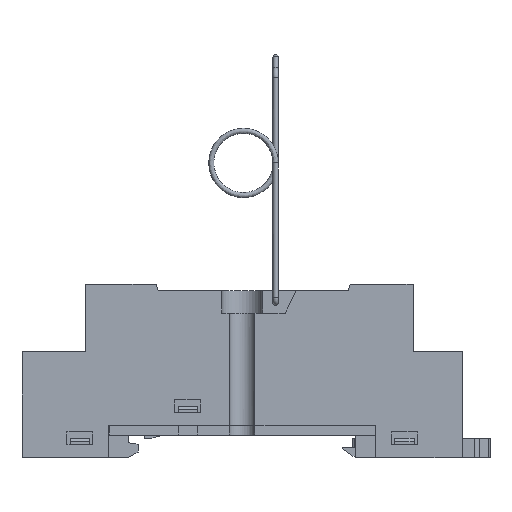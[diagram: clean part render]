
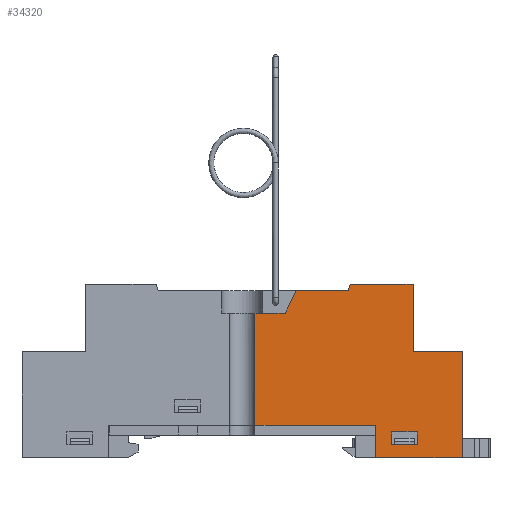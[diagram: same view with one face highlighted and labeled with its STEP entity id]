
A CAD part, front view. The second image highlights one B-rep face of the part: STEP entity #34320.
In plain terms, the highlighted planar face has unit normal (0, -1, 0).
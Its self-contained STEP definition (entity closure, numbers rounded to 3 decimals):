
#245 = DIRECTION ( 'NONE',  ( 1., 0., 0. ) ) ;
#1084 = ORIENTED_EDGE ( 'NONE', *, *, #17673, .F. ) ;
#1387 = EDGE_CURVE ( 'NONE', #23197, #17113, #32824, .T. ) ;
#2260 = EDGE_LOOP ( 'NONE', ( #18229, #1084, #21763, #11787, #9069, #20648, #2841, #35097, #15748, #24632, #30487, #21688, #3663 ) ) ;
#2427 = ORIENTED_EDGE ( 'NONE', *, *, #31059, .T. ) ;
#2841 = ORIENTED_EDGE ( 'NONE', *, *, #40432, .T. ) ;
#3663 = ORIENTED_EDGE ( 'NONE', *, *, #41453, .T. ) ;
#5160 = VECTOR ( 'NONE', #20853, 1000. ) ;
#5179 = LINE ( 'NONE', #29539, #45181 ) ;
#5240 = CARTESIAN_POINT ( 'NONE',  ( 15.4, -15., 26. ) ) ;
#5685 = EDGE_CURVE ( 'NONE', #25147, #16218, #47399, .T. ) ;
#6992 = DIRECTION ( 'NONE',  ( 0., 0., 1. ) ) ;
#7027 = VECTOR ( 'NONE', #35433, 1000. ) ;
#7154 = VERTEX_POINT ( 'NONE', #34386 ) ;
#7348 = CARTESIAN_POINT ( 'NONE',  ( 33.15, -15., 16.5 ) ) ;
#7463 = FACE_OUTER_BOUND ( 'NONE', #2260, .T. ) ;
#7638 = CARTESIAN_POINT ( 'NONE',  ( 7.275, -15., 26. ) ) ;
#8457 = LINE ( 'NONE', #18536, #44114 ) ;
#8684 = EDGE_CURVE ( 'NONE', #50020, #22147, #5179, .T. ) ;
#8821 = EDGE_CURVE ( 'NONE', #51052, #45310, #28288, .T. ) ;
#9069 = ORIENTED_EDGE ( 'NONE', *, *, #19326, .F. ) ;
#9665 = PLANE ( 'NONE',  #15950 ) ;
#9907 = DIRECTION ( 'NONE',  ( 0., 0., -1. ) ) ;
#11300 = VECTOR ( 'NONE', #15305, 1000. ) ;
#11354 = CARTESIAN_POINT ( 'NONE',  ( 26.15, -15., 13.5 ) ) ;
#11787 = ORIENTED_EDGE ( 'NONE', *, *, #13477, .F. ) ;
#11803 = LINE ( 'NONE', #16258, #30534 ) ;
#12133 = EDGE_CURVE ( 'NONE', #38284, #45120, #11803, .T. ) ;
#13477 = EDGE_CURVE ( 'NONE', #7154, #50020, #39905, .T. ) ;
#14872 = DIRECTION ( 'NONE',  ( 0., 0., -1. ) ) ;
#15305 = DIRECTION ( 'NONE',  ( 1., 0., 0. ) ) ;
#15748 = ORIENTED_EDGE ( 'NONE', *, *, #18530, .T. ) ;
#15924 = VERTEX_POINT ( 'NONE', #36732 ) ;
#15950 = AXIS2_PLACEMENT_3D ( 'NONE', #19065, #34782, #14872 ) ;
#16192 = EDGE_LOOP ( 'NONE', ( #50622, #2427, #46598, #31857 ) ) ;
#16218 = VERTEX_POINT ( 'NONE', #31093 ) ;
#16258 = CARTESIAN_POINT ( 'NONE',  ( 19.65, -15., 13.5 ) ) ;
#16287 = VERTEX_POINT ( 'NONE', #7348 ) ;
#16330 = EDGE_CURVE ( 'NONE', #16287, #50598, #19644, .T. ) ;
#17113 = VERTEX_POINT ( 'NONE', #40613 ) ;
#17183 = CARTESIAN_POINT ( 'NONE',  ( 3.825, -15., 22.501 ) ) ;
#17510 = CARTESIAN_POINT ( 'NONE',  ( 26.15, -15., 4. ) ) ;
#17673 = EDGE_CURVE ( 'NONE', #22147, #25147, #37020, .T. ) ;
#18229 = ORIENTED_EDGE ( 'NONE', *, *, #5685, .F. ) ;
#18530 = EDGE_CURVE ( 'NONE', #45120, #48238, #50756, .T. ) ;
#18536 = CARTESIAN_POINT ( 'NONE',  ( 17.012, -15., 27. ) ) ;
#18595 = VECTOR ( 'NONE', #41361, 1000. ) ;
#19065 = CARTESIAN_POINT ( 'NONE',  ( 0.875, -15., 27. ) ) ;
#19326 = EDGE_CURVE ( 'NONE', #23197, #7154, #46942, .T. ) ;
#19355 = CARTESIAN_POINT ( 'NONE',  ( 0.875, -15., 22.5 ) ) ;
#19371 = EDGE_CURVE ( 'NONE', #48238, #16287, #24433, .T. ) ;
#19644 = LINE ( 'NONE', #44017, #30843 ) ;
#20038 = VECTOR ( 'NONE', #43089, 1000. ) ;
#20648 = ORIENTED_EDGE ( 'NONE', *, *, #1387, .T. ) ;
#20853 = DIRECTION ( 'NONE',  ( 1., 0., 0. ) ) ;
#20990 = CARTESIAN_POINT ( 'NONE',  ( 17.012, -15., 0. ) ) ;
#21688 = ORIENTED_EDGE ( 'NONE', *, *, #30743, .T. ) ;
#21763 = ORIENTED_EDGE ( 'NONE', *, *, #8684, .F. ) ;
#22147 = VERTEX_POINT ( 'NONE', #7638 ) ;
#22246 = VECTOR ( 'NONE', #9907, 1000. ) ;
#22316 = CARTESIAN_POINT ( 'NONE',  ( 0.875, -15., 13.5 ) ) ;
#23197 = VERTEX_POINT ( 'NONE', #19355 ) ;
#24050 = CARTESIAN_POINT ( 'NONE',  ( 17.012, -15., 5. ) ) ;
#24433 = LINE ( 'NONE', #27724, #20038 ) ;
#24632 = ORIENTED_EDGE ( 'NONE', *, *, #19371, .T. ) ;
#24647 = LINE ( 'NONE', #30734, #25891 ) ;
#25147 = VERTEX_POINT ( 'NONE', #5240 ) ;
#25479 = VERTEX_POINT ( 'NONE', #51341 ) ;
#25696 = VECTOR ( 'NONE', #35387, 1000. ) ;
#25891 = VECTOR ( 'NONE', #6992, 1000. ) ;
#26901 = VECTOR ( 'NONE', #33466, 1000. ) ;
#27030 = CARTESIAN_POINT ( 'NONE',  ( 33.15, -15., 0. ) ) ;
#27372 = CARTESIAN_POINT ( 'NONE',  ( 17.012, -15., 4. ) ) ;
#27724 = CARTESIAN_POINT ( 'NONE',  ( 33.15, -15., 13.5 ) ) ;
#28288 = LINE ( 'NONE', #11354, #7027 ) ;
#29033 = DIRECTION ( 'NONE',  ( 1., 0., 0. ) ) ;
#29113 = CARTESIAN_POINT ( 'NONE',  ( 25.5, -15., 16.5 ) ) ;
#29320 = VECTOR ( 'NONE', #40559, 1000. ) ;
#29349 = CARTESIAN_POINT ( 'NONE',  ( 5.575, -15., 22.501 ) ) ;
#29539 = CARTESIAN_POINT ( 'NONE',  ( 6.425, -15., 24.25 ) ) ;
#30487 = ORIENTED_EDGE ( 'NONE', *, *, #16330, .T. ) ;
#30534 = VECTOR ( 'NONE', #42039, 1000. ) ;
#30734 = CARTESIAN_POINT ( 'NONE',  ( 25.5, -15., 13.5 ) ) ;
#30743 = EDGE_CURVE ( 'NONE', #50598, #40639, #24647, .T. ) ;
#30843 = VECTOR ( 'NONE', #51221, 1000. ) ;
#31059 = EDGE_CURVE ( 'NONE', #45310, #15924, #43972, .T. ) ;
#31093 = CARTESIAN_POINT ( 'NONE',  ( 15.7, -15., 27. ) ) ;
#31857 = ORIENTED_EDGE ( 'NONE', *, *, #48199, .T. ) ;
#32703 = CARTESIAN_POINT ( 'NONE',  ( 0.6, -15., 26. ) ) ;
#32824 = LINE ( 'NONE', #22316, #22246 ) ;
#33014 = DIRECTION ( 'NONE',  ( 0.437, 0., 0.899 ) ) ;
#33466 = DIRECTION ( 'NONE',  ( 0., 0., 1. ) ) ;
#34320 = ADVANCED_FACE ( 'NONE', ( #44978, #7463 ), #9665, .T. ) ;
#34376 = CARTESIAN_POINT ( 'NONE',  ( 15.55, -15., 26.5 ) ) ;
#34386 = CARTESIAN_POINT ( 'NONE',  ( 2.075, -15., 22.5 ) ) ;
#34596 = DIRECTION ( 'NONE',  ( -1., 0., 0. ) ) ;
#34782 = DIRECTION ( 'NONE',  ( 0., -1., 0. ) ) ;
#35097 = ORIENTED_EDGE ( 'NONE', *, *, #12133, .T. ) ;
#35387 = DIRECTION ( 'NONE',  ( 1., 0., 0. ) ) ;
#35433 = DIRECTION ( 'NONE',  ( 0., 0., -1. ) ) ;
#36732 = CARTESIAN_POINT ( 'NONE',  ( 22.15, -15., 2. ) ) ;
#36935 = CARTESIAN_POINT ( 'NONE',  ( 25.5, -15., 27. ) ) ;
#37020 = LINE ( 'NONE', #32703, #5160 ) ;
#37190 = CARTESIAN_POINT ( 'NONE',  ( 26.15, -15., 2. ) ) ;
#37348 = LINE ( 'NONE', #24050, #37993 ) ;
#37570 = LINE ( 'NONE', #27372, #11300 ) ;
#37993 = VECTOR ( 'NONE', #245, 1000. ) ;
#38284 = VERTEX_POINT ( 'NONE', #46465 ) ;
#38836 = EDGE_CURVE ( 'NONE', #15924, #25479, #41251, .T. ) ;
#38960 = VECTOR ( 'NONE', #48919, 1000. ) ;
#39815 = CARTESIAN_POINT ( 'NONE',  ( 19.65, -15., 0. ) ) ;
#39905 = LINE ( 'NONE', #17183, #29320 ) ;
#40432 = EDGE_CURVE ( 'NONE', #17113, #38284, #37348, .T. ) ;
#40559 = DIRECTION ( 'NONE',  ( 1., 0., 0. ) ) ;
#40613 = CARTESIAN_POINT ( 'NONE',  ( 0.875, -15., 5. ) ) ;
#40639 = VERTEX_POINT ( 'NONE', #36935 ) ;
#41251 = LINE ( 'NONE', #49236, #26901 ) ;
#41361 = DIRECTION ( 'NONE',  ( 0.287, 0., 0.958 ) ) ;
#41453 = EDGE_CURVE ( 'NONE', #40639, #16218, #8457, .T. ) ;
#42039 = DIRECTION ( 'NONE',  ( 0., 0., -1. ) ) ;
#43089 = DIRECTION ( 'NONE',  ( 0., 0., 1. ) ) ;
#43972 = LINE ( 'NONE', #44705, #38960 ) ;
#44017 = CARTESIAN_POINT ( 'NONE',  ( 17.012, -15., 16.5 ) ) ;
#44114 = VECTOR ( 'NONE', #34596, 1000. ) ;
#44705 = CARTESIAN_POINT ( 'NONE',  ( 17.012, -15., 2. ) ) ;
#44978 = FACE_BOUND ( 'NONE', #16192, .T. ) ;
#45120 = VERTEX_POINT ( 'NONE', #39815 ) ;
#45181 = VECTOR ( 'NONE', #33014, 1000. ) ;
#45310 = VERTEX_POINT ( 'NONE', #37190 ) ;
#46465 = CARTESIAN_POINT ( 'NONE',  ( 19.65, -15., 5. ) ) ;
#46598 = ORIENTED_EDGE ( 'NONE', *, *, #38836, .T. ) ;
#46942 = LINE ( 'NONE', #51142, #25696 ) ;
#47399 = LINE ( 'NONE', #34376, #18595 ) ;
#48199 = EDGE_CURVE ( 'NONE', #25479, #51052, #37570, .T. ) ;
#48238 = VERTEX_POINT ( 'NONE', #27030 ) ;
#48911 = VECTOR ( 'NONE', #29033, 1000. ) ;
#48919 = DIRECTION ( 'NONE',  ( -1., 0., 0. ) ) ;
#49236 = CARTESIAN_POINT ( 'NONE',  ( 22.15, -15., 13.5 ) ) ;
#50020 = VERTEX_POINT ( 'NONE', #29349 ) ;
#50598 = VERTEX_POINT ( 'NONE', #29113 ) ;
#50622 = ORIENTED_EDGE ( 'NONE', *, *, #8821, .T. ) ;
#50756 = LINE ( 'NONE', #20990, #48911 ) ;
#51052 = VERTEX_POINT ( 'NONE', #17510 ) ;
#51142 = CARTESIAN_POINT ( 'NONE',  ( -1.125, -15., 22.5 ) ) ;
#51221 = DIRECTION ( 'NONE',  ( -1., 0., 0. ) ) ;
#51341 = CARTESIAN_POINT ( 'NONE',  ( 22.15, -15., 4. ) ) ;
